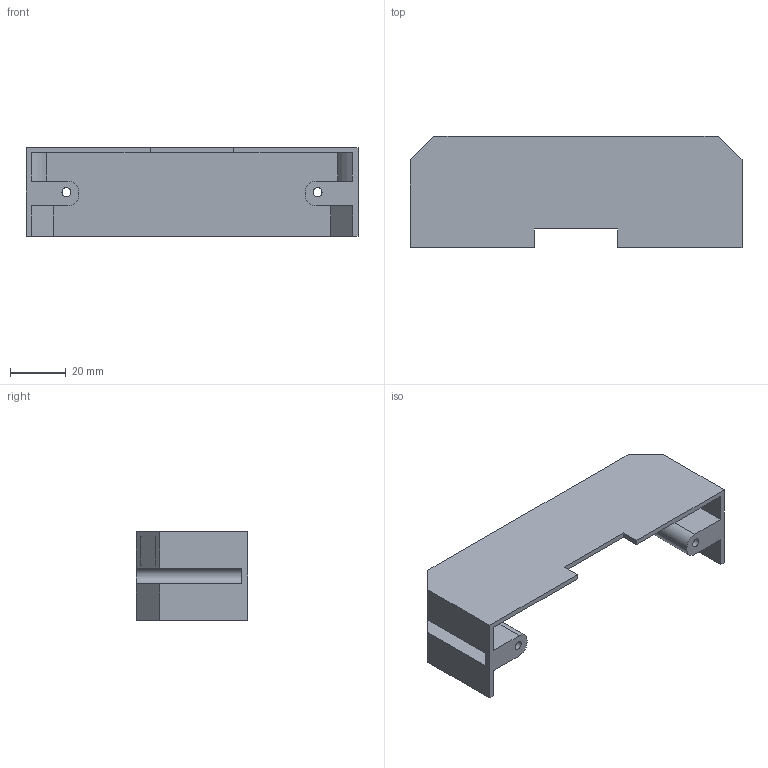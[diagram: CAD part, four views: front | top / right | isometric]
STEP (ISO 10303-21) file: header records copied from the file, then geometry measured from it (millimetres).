
FILE_DESCRIPTION(/* description */ (''),/* implementation_level */ '2;1');
FILE_NAME(/* name */ 'Tape_back_screen.step',/* time_stamp */ '2023-02-17T18:50:03+01:00',/* author */ (''),/* organization */ (''),/* preprocessor_version */ 'ST-DEVELOPER v19.2',/* originating_system */ 'Autodesk Translation Framework v11.17.0.187',/* authorisation */ '');
FILE_SCHEMA (('AUTOMOTIVE_DESIGN { 1 0 10303 214 3 1 1 }'));
Length unit declared in the file: millimetre
Products named in the file (1): PolyFormer_10_29_2022
Bounding box: 118.95 x 39.81 x 31.87 mm (x, y, z)
Volume: 21336.9 mm3; surface area: 25529.9 mm2
Topology: 1 solids, 1 shells, 46 faces, 138 edges, 94 vertices
Faces by surface type: plane 36, cylinder 10
Full cylindrical faces by diameter (mm): 3.2 x2
Entity records: 1626 total; most frequent: CARTESIAN_POINT 279, ORIENTED_EDGE 276, DIRECTION 252, EDGE_CURVE 138, LINE 118, VECTOR 118, VERTEX_POINT 94, AXIS2_PLACEMENT_3D 67
